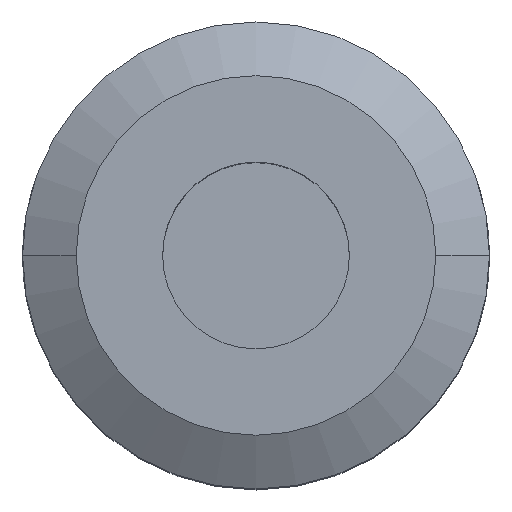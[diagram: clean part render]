
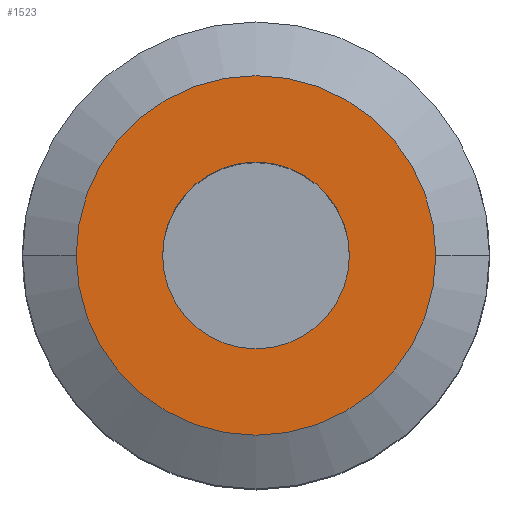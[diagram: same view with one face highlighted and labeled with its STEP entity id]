
A CAD part, top view. The second image highlights one B-rep face of the part: STEP entity #1523.
In plain terms, the highlighted planar face has unit normal (0, 0, 1).
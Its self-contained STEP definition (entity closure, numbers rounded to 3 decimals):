
#2 = AXIS2_PLACEMENT_3D ( 'NONE', #155, #1473, #392 ) ;
#110 = CARTESIAN_POINT ( 'NONE',  ( -19.25, 0., 100. ) ) ;
#112 = VERTEX_POINT ( 'NONE', #110 ) ;
#155 = CARTESIAN_POINT ( 'NONE',  ( 0., 0., 100. ) ) ;
#171 = VERTEX_POINT ( 'NONE', #229 ) ;
#177 = CIRCLE ( 'NONE', #2, 19.25 ) ;
#189 = CIRCLE ( 'NONE', #397, 10. ) ;
#195 = ORIENTED_EDGE ( 'NONE', *, *, #1245, .T. ) ;
#227 = CARTESIAN_POINT ( 'NONE',  ( 0., 0., 100. ) ) ;
#229 = CARTESIAN_POINT ( 'NONE',  ( -10., 0., 100. ) ) ;
#232 = CARTESIAN_POINT ( 'NONE',  ( 0., 19.25, 100. ) ) ;
#239 = CARTESIAN_POINT ( 'NONE',  ( 10., 0., 100. ) ) ;
#273 = DIRECTION ( 'NONE',  ( 0., 0., -1. ) ) ;
#282 = CIRCLE ( 'NONE', #1036, 10. ) ;
#322 = CIRCLE ( 'NONE', #1093, 19.25 ) ;
#359 = FACE_BOUND ( 'NONE', #543, .T. ) ;
#392 = DIRECTION ( 'NONE',  ( -1., 0., 0. ) ) ;
#397 = AXIS2_PLACEMENT_3D ( 'NONE', #227, #987, #854 ) ;
#404 = EDGE_CURVE ( 'NONE', #761, #112, #177, .T. ) ;
#543 = EDGE_LOOP ( 'NONE', ( #1526, #195 ) ) ;
#612 = DIRECTION ( 'NONE',  ( -1., 0., 0. ) ) ;
#632 = PLANE ( 'NONE',  #1338 ) ;
#761 = VERTEX_POINT ( 'NONE', #811 ) ;
#811 = CARTESIAN_POINT ( 'NONE',  ( 19.25, 0., 100. ) ) ;
#854 = DIRECTION ( 'NONE',  ( -1., 0., 0. ) ) ;
#975 = DIRECTION ( 'NONE',  ( -1., 0., 0. ) ) ;
#987 = DIRECTION ( 'NONE',  ( 0., 0., -1. ) ) ;
#994 = EDGE_LOOP ( 'NONE', ( #1345, #1379 ) ) ;
#1022 = VERTEX_POINT ( 'NONE', #239 ) ;
#1036 = AXIS2_PLACEMENT_3D ( 'NONE', #1191, #273, #1068 ) ;
#1068 = DIRECTION ( 'NONE',  ( -1., 0., 0. ) ) ;
#1093 = AXIS2_PLACEMENT_3D ( 'NONE', #1645, #1538, #975 ) ;
#1191 = CARTESIAN_POINT ( 'NONE',  ( 0., 0., 100. ) ) ;
#1245 = EDGE_CURVE ( 'NONE', #1022, #171, #282, .T. ) ;
#1338 = AXIS2_PLACEMENT_3D ( 'NONE', #232, #1543, #612 ) ;
#1345 = ORIENTED_EDGE ( 'NONE', *, *, #1403, .F. ) ;
#1379 = ORIENTED_EDGE ( 'NONE', *, *, #404, .F. ) ;
#1403 = EDGE_CURVE ( 'NONE', #112, #761, #322, .T. ) ;
#1473 = DIRECTION ( 'NONE',  ( 0., 0., -1. ) ) ;
#1523 = ADVANCED_FACE ( 'NONE', ( #359, #1602 ), #632, .F. ) ;
#1526 = ORIENTED_EDGE ( 'NONE', *, *, #1612, .T. ) ;
#1538 = DIRECTION ( 'NONE',  ( 0., 0., -1. ) ) ;
#1543 = DIRECTION ( 'NONE',  ( 0., 0., -1. ) ) ;
#1602 = FACE_OUTER_BOUND ( 'NONE', #994, .T. ) ;
#1612 = EDGE_CURVE ( 'NONE', #171, #1022, #189, .T. ) ;
#1645 = CARTESIAN_POINT ( 'NONE',  ( 0., 0., 100. ) ) ;
